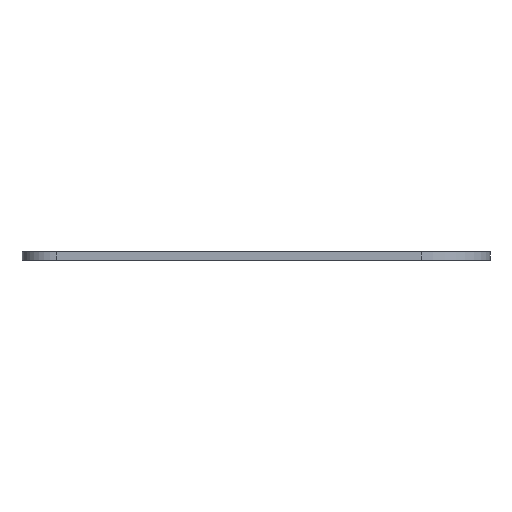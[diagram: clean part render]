
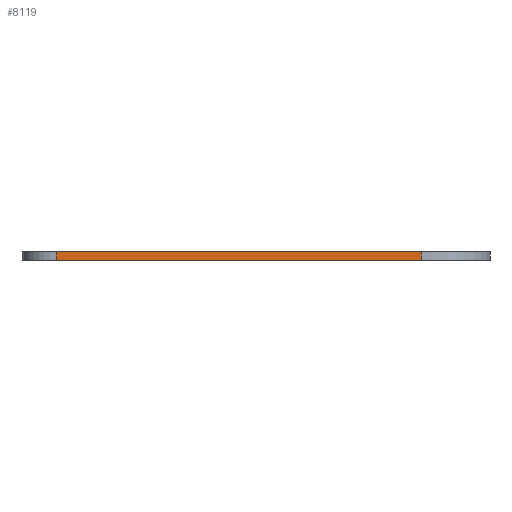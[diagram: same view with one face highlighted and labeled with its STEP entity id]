
A CAD part, front view. The second image highlights one B-rep face of the part: STEP entity #8119.
In plain terms, the highlighted planar face has unit normal (0, -1, 0).
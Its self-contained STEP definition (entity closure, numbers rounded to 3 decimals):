
#84 = PLANE('',#85);
#85 = AXIS2_PLACEMENT_3D('',#86,#87,#88);
#86 = CARTESIAN_POINT('',(145.746,-105.122,1.6));
#87 = DIRECTION('',(0.,0.,1.));
#88 = DIRECTION('',(1.,0.,-0.));
#139 = PLANE('',#140);
#140 = AXIS2_PLACEMENT_3D('',#141,#142,#143);
#141 = CARTESIAN_POINT('',(145.746,-105.122,0.));
#142 = DIRECTION('',(0.,0.,1.));
#143 = DIRECTION('',(1.,0.,-0.));
#194 = CYLINDRICAL_SURFACE('',#195,12.7);
#195 = AXIS2_PLACEMENT_3D('',#196,#197,#198);
#196 = CARTESIAN_POINT('',(178.981,-119.609,0.));
#197 = DIRECTION('',(-0.,-0.,-1.));
#198 = DIRECTION('',(1.,0.,-0.));
#444 = VERTEX_POINT('',#445);
#445 = CARTESIAN_POINT('',(111.607,-132.309,0.));
#460 = CYLINDRICAL_SURFACE('',#461,6.287);
#461 = AXIS2_PLACEMENT_3D('',#462,#463,#464);
#462 = CARTESIAN_POINT('',(111.607,-126.022,0.));
#463 = DIRECTION('',(-0.,-0.,-1.));
#464 = DIRECTION('',(1.,0.,-0.));
#472 = EDGE_CURVE('',#473,#444,#475,.T.);
#473 = VERTEX_POINT('',#474);
#474 = CARTESIAN_POINT('',(178.981,-132.309,0.));
#475 = SURFACE_CURVE('',#476,(#480,#487),.PCURVE_S1.);
#476 = LINE('',#477,#478);
#477 = CARTESIAN_POINT('',(178.981,-132.309,0.));
#478 = VECTOR('',#479,1.);
#479 = DIRECTION('',(-1.,0.,0.));
#480 = PCURVE('',#139,#481);
#481 = DEFINITIONAL_REPRESENTATION('',(#482),#486);
#482 = LINE('',#483,#484);
#483 = CARTESIAN_POINT('',(33.235,-27.186));
#484 = VECTOR('',#485,1.);
#485 = DIRECTION('',(-1.,0.));
#486 = ( GEOMETRIC_REPRESENTATION_CONTEXT(2) 
PARAMETRIC_REPRESENTATION_CONTEXT() REPRESENTATION_CONTEXT('2D SPACE',''
  ) );
#487 = PCURVE('',#488,#493);
#488 = PLANE('',#489);
#489 = AXIS2_PLACEMENT_3D('',#490,#491,#492);
#490 = CARTESIAN_POINT('',(178.981,-132.309,0.));
#491 = DIRECTION('',(0.,-1.,0.));
#492 = DIRECTION('',(-1.,0.,0.));
#493 = DEFINITIONAL_REPRESENTATION('',(#494),#498);
#494 = LINE('',#495,#496);
#495 = CARTESIAN_POINT('',(0.,0.));
#496 = VECTOR('',#497,1.);
#497 = DIRECTION('',(1.,0.));
#498 = ( GEOMETRIC_REPRESENTATION_CONTEXT(2) 
PARAMETRIC_REPRESENTATION_CONTEXT() REPRESENTATION_CONTEXT('2D SPACE',''
  ) );
#4643 = VERTEX_POINT('',#4644);
#4644 = CARTESIAN_POINT('',(111.607,-132.309,1.6));
#4666 = EDGE_CURVE('',#4667,#4643,#4669,.T.);
#4667 = VERTEX_POINT('',#4668);
#4668 = CARTESIAN_POINT('',(178.981,-132.309,1.6));
#4669 = SURFACE_CURVE('',#4670,(#4674,#4681),.PCURVE_S1.);
#4670 = LINE('',#4671,#4672);
#4671 = CARTESIAN_POINT('',(178.981,-132.309,1.6));
#4672 = VECTOR('',#4673,1.);
#4673 = DIRECTION('',(-1.,0.,0.));
#4674 = PCURVE('',#84,#4675);
#4675 = DEFINITIONAL_REPRESENTATION('',(#4676),#4680);
#4676 = LINE('',#4677,#4678);
#4677 = CARTESIAN_POINT('',(33.235,-27.186));
#4678 = VECTOR('',#4679,1.);
#4679 = DIRECTION('',(-1.,0.));
#4680 = ( GEOMETRIC_REPRESENTATION_CONTEXT(2) 
PARAMETRIC_REPRESENTATION_CONTEXT() REPRESENTATION_CONTEXT('2D SPACE',''
  ) );
#4681 = PCURVE('',#488,#4682);
#4682 = DEFINITIONAL_REPRESENTATION('',(#4683),#4687);
#4683 = LINE('',#4684,#4685);
#4684 = CARTESIAN_POINT('',(0.,-1.6));
#4685 = VECTOR('',#4686,1.);
#4686 = DIRECTION('',(1.,0.));
#4687 = ( GEOMETRIC_REPRESENTATION_CONTEXT(2) 
PARAMETRIC_REPRESENTATION_CONTEXT() REPRESENTATION_CONTEXT('2D SPACE',''
  ) );
#8069 = EDGE_CURVE('',#473,#4667,#8070,.T.);
#8070 = SURFACE_CURVE('',#8071,(#8075,#8082),.PCURVE_S1.);
#8071 = LINE('',#8072,#8073);
#8072 = CARTESIAN_POINT('',(178.981,-132.309,0.));
#8073 = VECTOR('',#8074,1.);
#8074 = DIRECTION('',(0.,0.,1.));
#8075 = PCURVE('',#194,#8076);
#8076 = DEFINITIONAL_REPRESENTATION('',(#8077),#8081);
#8077 = LINE('',#8078,#8079);
#8078 = CARTESIAN_POINT('',(-4.712,0.));
#8079 = VECTOR('',#8080,1.);
#8080 = DIRECTION('',(-0.,-1.));
#8081 = ( GEOMETRIC_REPRESENTATION_CONTEXT(2) 
PARAMETRIC_REPRESENTATION_CONTEXT() REPRESENTATION_CONTEXT('2D SPACE',''
  ) );
#8082 = PCURVE('',#488,#8083);
#8083 = DEFINITIONAL_REPRESENTATION('',(#8084),#8088);
#8084 = LINE('',#8085,#8086);
#8085 = CARTESIAN_POINT('',(0.,0.));
#8086 = VECTOR('',#8087,1.);
#8087 = DIRECTION('',(0.,-1.));
#8088 = ( GEOMETRIC_REPRESENTATION_CONTEXT(2) 
PARAMETRIC_REPRESENTATION_CONTEXT() REPRESENTATION_CONTEXT('2D SPACE',''
  ) );
#8119 = ADVANCED_FACE('',(#8120),#488,.T.);
#8120 = FACE_BOUND('',#8121,.T.);
#8121 = EDGE_LOOP('',(#8122,#8123,#8124,#8145));
#8122 = ORIENTED_EDGE('',*,*,#8069,.T.);
#8123 = ORIENTED_EDGE('',*,*,#4666,.T.);
#8124 = ORIENTED_EDGE('',*,*,#8125,.F.);
#8125 = EDGE_CURVE('',#444,#4643,#8126,.T.);
#8126 = SURFACE_CURVE('',#8127,(#8131,#8138),.PCURVE_S1.);
#8127 = LINE('',#8128,#8129);
#8128 = CARTESIAN_POINT('',(111.607,-132.309,0.));
#8129 = VECTOR('',#8130,1.);
#8130 = DIRECTION('',(0.,0.,1.));
#8131 = PCURVE('',#488,#8132);
#8132 = DEFINITIONAL_REPRESENTATION('',(#8133),#8137);
#8133 = LINE('',#8134,#8135);
#8134 = CARTESIAN_POINT('',(67.374,0.));
#8135 = VECTOR('',#8136,1.);
#8136 = DIRECTION('',(0.,-1.));
#8137 = ( GEOMETRIC_REPRESENTATION_CONTEXT(2) 
PARAMETRIC_REPRESENTATION_CONTEXT() REPRESENTATION_CONTEXT('2D SPACE',''
  ) );
#8138 = PCURVE('',#460,#8139);
#8139 = DEFINITIONAL_REPRESENTATION('',(#8140),#8144);
#8140 = LINE('',#8141,#8142);
#8141 = CARTESIAN_POINT('',(-4.712,0.));
#8142 = VECTOR('',#8143,1.);
#8143 = DIRECTION('',(-0.,-1.));
#8144 = ( GEOMETRIC_REPRESENTATION_CONTEXT(2) 
PARAMETRIC_REPRESENTATION_CONTEXT() REPRESENTATION_CONTEXT('2D SPACE',''
  ) );
#8145 = ORIENTED_EDGE('',*,*,#472,.F.);
